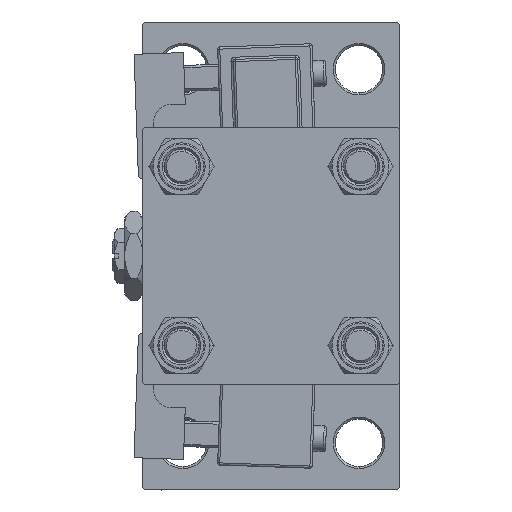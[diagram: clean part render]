
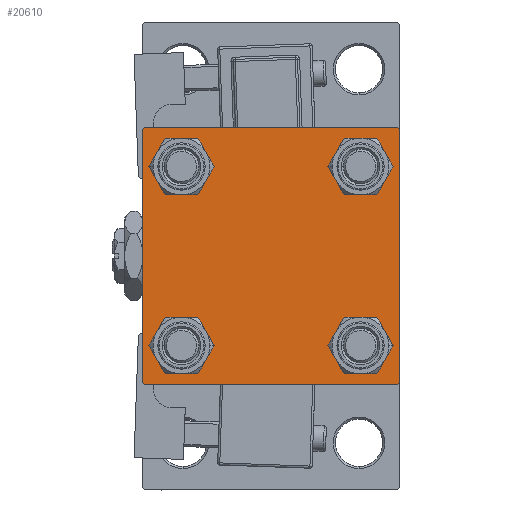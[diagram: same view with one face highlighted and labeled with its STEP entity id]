
A CAD part, left-side view. The second image highlights one B-rep face of the part: STEP entity #20610.
In plain terms, the highlighted planar face has unit normal (-1, 0, 0).
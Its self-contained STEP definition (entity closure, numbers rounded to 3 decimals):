
#353 = VECTOR ( 'NONE', #20531, 1000. ) ;
#1351 = CARTESIAN_POINT ( 'NONE',  ( 0., 30., 30. ) ) ;
#1583 = ORIENTED_EDGE ( 'NONE', *, *, #42104, .T. ) ;
#1852 = LINE ( 'NONE', #26840, #10013 ) ;
#2653 = CARTESIAN_POINT ( 'NONE',  ( 0., 20.85, -20.85 ) ) ;
#3533 = AXIS2_PLACEMENT_3D ( 'NONE', #14374, #27809, #35779 ) ;
#3832 = DIRECTION ( 'NONE',  ( 0., -1., 0. ) ) ;
#4160 = CARTESIAN_POINT ( 'NONE',  ( 0., -29.75, -29.75 ) ) ;
#4890 = DIRECTION ( 'NONE',  ( 0., 0., 1. ) ) ;
#4968 = VERTEX_POINT ( 'NONE', #41883 ) ;
#5499 = CARTESIAN_POINT ( 'NONE',  ( 0., 20.85, 25.35 ) ) ;
#6012 = LINE ( 'NONE', #1351, #34018 ) ;
#6661 = VERTEX_POINT ( 'NONE', #39876 ) ;
#6973 = VERTEX_POINT ( 'NONE', #31296 ) ;
#7105 = DIRECTION ( 'NONE',  ( -1., 0., 0. ) ) ;
#7179 = CIRCLE ( 'NONE', #29949, 4.5 ) ;
#8073 = EDGE_CURVE ( 'NONE', #25346, #41445, #31524, .T. ) ;
#8119 = AXIS2_PLACEMENT_3D ( 'NONE', #30534, #43699, #30806 ) ;
#8236 = DIRECTION ( 'NONE',  ( 1., 0., 0. ) ) ;
#8286 = ORIENTED_EDGE ( 'NONE', *, *, #34851, .F. ) ;
#8505 = DIRECTION ( 'NONE',  ( 0., 0., 1. ) ) ;
#8535 = CARTESIAN_POINT ( 'NONE',  ( 0., 30., 29.5 ) ) ;
#8913 = EDGE_CURVE ( 'NONE', #4968, #11301, #50290, .T. ) ;
#9899 = ORIENTED_EDGE ( 'NONE', *, *, #15741, .T. ) ;
#10013 = VECTOR ( 'NONE', #48247, 1000. ) ;
#10259 = AXIS2_PLACEMENT_3D ( 'NONE', #2653, #20219, #16834 ) ;
#10362 = EDGE_CURVE ( 'NONE', #31362, #52360, #25485, .T. ) ;
#10586 = VECTOR ( 'NONE', #3832, 1000. ) ;
#11301 = VERTEX_POINT ( 'NONE', #16812 ) ;
#11535 = CARTESIAN_POINT ( 'NONE',  ( 0., 30., -30. ) ) ;
#11832 = CIRCLE ( 'NONE', #16220, 4.5 ) ;
#12183 = ORIENTED_EDGE ( 'NONE', *, *, #29613, .T. ) ;
#12278 = VECTOR ( 'NONE', #33277, 1000. ) ;
#13222 = ORIENTED_EDGE ( 'NONE', *, *, #30381, .T. ) ;
#13257 = VECTOR ( 'NONE', #49705, 1000. ) ;
#13498 = DIRECTION ( 'NONE',  ( 0., 0.707, -0.707 ) ) ;
#13790 = EDGE_CURVE ( 'NONE', #6661, #4968, #32410, .T. ) ;
#13846 = CIRCLE ( 'NONE', #31399, 4.5 ) ;
#13984 = DIRECTION ( 'NONE',  ( 1., 0., 0. ) ) ;
#14374 = CARTESIAN_POINT ( 'NONE',  ( 0., 20.85, -20.85 ) ) ;
#14530 = DIRECTION ( 'NONE',  ( 0., 0., 1. ) ) ;
#14534 = FACE_BOUND ( 'NONE', #15907, .T. ) ;
#14562 = EDGE_CURVE ( 'NONE', #45344, #6661, #32956, .T. ) ;
#14830 = DIRECTION ( 'NONE',  ( 0., 0., 1. ) ) ;
#15070 = PLANE ( 'NONE',  #53822 ) ;
#15364 = ORIENTED_EDGE ( 'NONE', *, *, #26495, .T. ) ;
#15430 = DIRECTION ( 'NONE',  ( 0., 0.707, 0.707 ) ) ;
#15738 = AXIS2_PLACEMENT_3D ( 'NONE', #21366, #33997, #4890 ) ;
#15741 = EDGE_CURVE ( 'NONE', #43658, #6973, #7179, .T. ) ;
#15907 = EDGE_LOOP ( 'NONE', ( #35741, #1583 ) ) ;
#16220 = AXIS2_PLACEMENT_3D ( 'NONE', #24718, #25806, #29115 ) ;
#16316 = ORIENTED_EDGE ( 'NONE', *, *, #42167, .F. ) ;
#16812 = CARTESIAN_POINT ( 'NONE',  ( 0., -30., -29.5 ) ) ;
#16834 = DIRECTION ( 'NONE',  ( 0., 0., 1. ) ) ;
#18152 = CARTESIAN_POINT ( 'NONE',  ( 0., 29.75, 29.75 ) ) ;
#18518 = EDGE_CURVE ( 'NONE', #40568, #37067, #34897, .T. ) ;
#19002 = CARTESIAN_POINT ( 'NONE',  ( 0., -29.75, 29.75 ) ) ;
#20219 = DIRECTION ( 'NONE',  ( 1., 0., 0. ) ) ;
#20531 = DIRECTION ( 'NONE',  ( 0., 0., -1. ) ) ;
#20610 = ADVANCED_FACE ( 'NONE', ( #14534, #52945, #48557, #39789, #44982 ), #15070, .T. ) ;
#21278 = CARTESIAN_POINT ( 'NONE',  ( 0., 20.85, -25.35 ) ) ;
#21366 = CARTESIAN_POINT ( 'NONE',  ( 0., -20.85, 20.85 ) ) ;
#21942 = CARTESIAN_POINT ( 'NONE',  ( 0., -20.85, 20.85 ) ) ;
#24502 = EDGE_LOOP ( 'NONE', ( #13222, #29997, #35771, #38793, #8286, #29708, #16316, #42630 ) ) ;
#24718 = CARTESIAN_POINT ( 'NONE',  ( 0., 20.85, 20.85 ) ) ;
#25346 = VERTEX_POINT ( 'NONE', #32109 ) ;
#25469 = LINE ( 'NONE', #42208, #353 ) ;
#25485 = CIRCLE ( 'NONE', #3533, 4.5 ) ;
#25806 = DIRECTION ( 'NONE',  ( 1., 0., 0. ) ) ;
#25907 = VERTEX_POINT ( 'NONE', #30908 ) ;
#26376 = ORIENTED_EDGE ( 'NONE', *, *, #38163, .T. ) ;
#26495 = EDGE_CURVE ( 'NONE', #39210, #45486, #11832, .T. ) ;
#26840 = CARTESIAN_POINT ( 'NONE',  ( 0., 30., 30. ) ) ;
#27809 = DIRECTION ( 'NONE',  ( 1., 0., 0. ) ) ;
#29115 = DIRECTION ( 'NONE',  ( 0., 0., 1. ) ) ;
#29613 = EDGE_CURVE ( 'NONE', #52360, #31362, #42714, .T. ) ;
#29708 = ORIENTED_EDGE ( 'NONE', *, *, #37589, .T. ) ;
#29791 = CARTESIAN_POINT ( 'NONE',  ( 0., -20.85, 16.35 ) ) ;
#29949 = AXIS2_PLACEMENT_3D ( 'NONE', #42001, #8236, #8505 ) ;
#29997 = ORIENTED_EDGE ( 'NONE', *, *, #14562, .T. ) ;
#30161 = CARTESIAN_POINT ( 'NONE',  ( 0., 20.85, 16.35 ) ) ;
#30381 = EDGE_CURVE ( 'NONE', #37067, #45344, #1852, .T. ) ;
#30534 = CARTESIAN_POINT ( 'NONE',  ( 0., -20.85, -20.85 ) ) ;
#30806 = DIRECTION ( 'NONE',  ( 0., 0., 1. ) ) ;
#30908 = CARTESIAN_POINT ( 'NONE',  ( 0., -30., 29.5 ) ) ;
#31296 = CARTESIAN_POINT ( 'NONE',  ( 0., -20.85, -16.35 ) ) ;
#31362 = VERTEX_POINT ( 'NONE', #35844 ) ;
#31399 = AXIS2_PLACEMENT_3D ( 'NONE', #21942, #13984, #14530 ) ;
#31524 = CIRCLE ( 'NONE', #15738, 4.5 ) ;
#31774 = CIRCLE ( 'NONE', #8119, 4.5 ) ;
#31892 = EDGE_LOOP ( 'NONE', ( #15364, #26376 ) ) ;
#32109 = CARTESIAN_POINT ( 'NONE',  ( 0., -20.85, 25.35 ) ) ;
#32410 = LINE ( 'NONE', #11535, #10586 ) ;
#32688 = VECTOR ( 'NONE', #13498, 1000. ) ;
#32956 = LINE ( 'NONE', #45587, #13257 ) ;
#33277 = DIRECTION ( 'NONE',  ( 0., -0.707, 0.707 ) ) ;
#33997 = DIRECTION ( 'NONE',  ( 1., 0., 0. ) ) ;
#34018 = VECTOR ( 'NONE', #34841, 1000. ) ;
#34342 = EDGE_LOOP ( 'NONE', ( #48336, #9899 ) ) ;
#34841 = DIRECTION ( 'NONE',  ( 0., -1., 0. ) ) ;
#34851 = EDGE_CURVE ( 'NONE', #25907, #11301, #25469, .T. ) ;
#34897 = LINE ( 'NONE', #18152, #32688 ) ;
#35741 = ORIENTED_EDGE ( 'NONE', *, *, #8073, .T. ) ;
#35771 = ORIENTED_EDGE ( 'NONE', *, *, #13790, .T. ) ;
#35779 = DIRECTION ( 'NONE',  ( 0., 0., 1. ) ) ;
#35844 = CARTESIAN_POINT ( 'NONE',  ( 0., 20.85, -16.35 ) ) ;
#36200 = CARTESIAN_POINT ( 'NONE',  ( 0., 0., 0. ) ) ;
#37067 = VERTEX_POINT ( 'NONE', #8535 ) ;
#37589 = EDGE_CURVE ( 'NONE', #25907, #40713, #40156, .T. ) ;
#38163 = EDGE_CURVE ( 'NONE', #45486, #39210, #40894, .T. ) ;
#38793 = ORIENTED_EDGE ( 'NONE', *, *, #8913, .T. ) ;
#38997 = CARTESIAN_POINT ( 'NONE',  ( 0., 20.85, 20.85 ) ) ;
#39210 = VERTEX_POINT ( 'NONE', #5499 ) ;
#39789 = FACE_BOUND ( 'NONE', #31892, .T. ) ;
#39876 = CARTESIAN_POINT ( 'NONE',  ( 0., 29.5, -30. ) ) ;
#40156 = LINE ( 'NONE', #19002, #48731 ) ;
#40547 = CARTESIAN_POINT ( 'NONE',  ( 0., -20.85, -25.35 ) ) ;
#40568 = VERTEX_POINT ( 'NONE', #51156 ) ;
#40647 = CARTESIAN_POINT ( 'NONE',  ( 0., 30., -29.5 ) ) ;
#40713 = VERTEX_POINT ( 'NONE', #53888 ) ;
#40894 = CIRCLE ( 'NONE', #54017, 4.5 ) ;
#40967 = EDGE_LOOP ( 'NONE', ( #45801, #12183 ) ) ;
#41445 = VERTEX_POINT ( 'NONE', #29791 ) ;
#41883 = CARTESIAN_POINT ( 'NONE',  ( 0., -29.5, -30. ) ) ;
#42001 = CARTESIAN_POINT ( 'NONE',  ( 0., -20.85, -20.85 ) ) ;
#42104 = EDGE_CURVE ( 'NONE', #41445, #25346, #13846, .T. ) ;
#42167 = EDGE_CURVE ( 'NONE', #40568, #40713, #6012, .T. ) ;
#42208 = CARTESIAN_POINT ( 'NONE',  ( 0., -30., 30. ) ) ;
#42630 = ORIENTED_EDGE ( 'NONE', *, *, #18518, .T. ) ;
#42714 = CIRCLE ( 'NONE', #10259, 4.5 ) ;
#43658 = VERTEX_POINT ( 'NONE', #40547 ) ;
#43699 = DIRECTION ( 'NONE',  ( 1., 0., 0. ) ) ;
#44982 = FACE_OUTER_BOUND ( 'NONE', #24502, .T. ) ;
#45344 = VERTEX_POINT ( 'NONE', #40647 ) ;
#45486 = VERTEX_POINT ( 'NONE', #30161 ) ;
#45587 = CARTESIAN_POINT ( 'NONE',  ( 0., 29.75, -29.75 ) ) ;
#45801 = ORIENTED_EDGE ( 'NONE', *, *, #10362, .T. ) ;
#48044 = DIRECTION ( 'NONE',  ( 1., 0., 0. ) ) ;
#48247 = DIRECTION ( 'NONE',  ( 0., 0., -1. ) ) ;
#48336 = ORIENTED_EDGE ( 'NONE', *, *, #53671, .T. ) ;
#48557 = FACE_BOUND ( 'NONE', #40967, .T. ) ;
#48731 = VECTOR ( 'NONE', #15430, 1000. ) ;
#49705 = DIRECTION ( 'NONE',  ( 0., -0.707, -0.707 ) ) ;
#50290 = LINE ( 'NONE', #4160, #12278 ) ;
#51156 = CARTESIAN_POINT ( 'NONE',  ( 0., 29.5, 30. ) ) ;
#52148 = DIRECTION ( 'NONE',  ( 0., 0., 1. ) ) ;
#52360 = VERTEX_POINT ( 'NONE', #21278 ) ;
#52945 = FACE_BOUND ( 'NONE', #34342, .T. ) ;
#53671 = EDGE_CURVE ( 'NONE', #6973, #43658, #31774, .T. ) ;
#53822 = AXIS2_PLACEMENT_3D ( 'NONE', #36200, #7105, #52148 ) ;
#53888 = CARTESIAN_POINT ( 'NONE',  ( 0., -29.5, 30. ) ) ;
#54017 = AXIS2_PLACEMENT_3D ( 'NONE', #38997, #48044, #14830 ) ;
